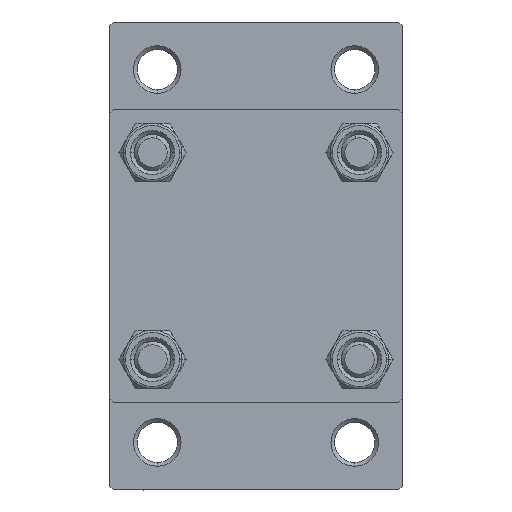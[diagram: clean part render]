
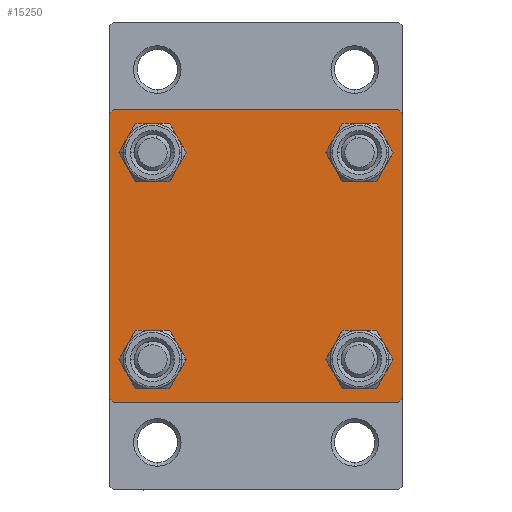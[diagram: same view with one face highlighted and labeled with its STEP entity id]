
A CAD part, left-side view. The second image highlights one B-rep face of the part: STEP entity #15250.
In plain terms, the highlighted planar face has unit normal (-1, 0, 0).
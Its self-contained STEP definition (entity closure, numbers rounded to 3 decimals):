
#95 = CARTESIAN_POINT ( 'NONE',  ( 0., 20., 20. ) ) ;
#498 = CARTESIAN_POINT ( 'NONE',  ( 0., -14.15, -17.15 ) ) ;
#517 = DIRECTION ( 'NONE',  ( 0., -1., 0. ) ) ;
#580 = VERTEX_POINT ( 'NONE', #25064 ) ;
#1757 = DIRECTION ( 'NONE',  ( 1., 0., 0. ) ) ;
#1782 = FACE_BOUND ( 'NONE', #4602, .T. ) ;
#1888 = LINE ( 'NONE', #45230, #28242 ) ;
#2158 = EDGE_CURVE ( 'NONE', #41409, #2265, #15839, .T. ) ;
#2247 = DIRECTION ( 'NONE',  ( -1., 0., 0. ) ) ;
#2265 = VERTEX_POINT ( 'NONE', #20593 ) ;
#2490 = CARTESIAN_POINT ( 'NONE',  ( 0., 0., 0. ) ) ;
#2643 = CARTESIAN_POINT ( 'NONE',  ( 0., -19.75, -19.75 ) ) ;
#2927 = VERTEX_POINT ( 'NONE', #26109 ) ;
#3026 = EDGE_CURVE ( 'NONE', #13205, #32169, #8334, .T. ) ;
#3250 = EDGE_CURVE ( 'NONE', #10178, #19070, #44839, .T. ) ;
#4299 = VERTEX_POINT ( 'NONE', #30070 ) ;
#4602 = EDGE_LOOP ( 'NONE', ( #37160, #25360 ) ) ;
#4826 = VECTOR ( 'NONE', #34235, 1000. ) ;
#4858 = CARTESIAN_POINT ( 'NONE',  ( 0., 14.15, -14.15 ) ) ;
#5532 = DIRECTION ( 'NONE',  ( 0., 0., 1. ) ) ;
#5835 = FACE_BOUND ( 'NONE', #20964, .T. ) ;
#5857 = VECTOR ( 'NONE', #16068, 1000. ) ;
#6238 = CARTESIAN_POINT ( 'NONE',  ( 0., -14.15, 14.15 ) ) ;
#6293 = ORIENTED_EDGE ( 'NONE', *, *, #2158, .F. ) ;
#6555 = DIRECTION ( 'NONE',  ( 0., 0., 1. ) ) ;
#6625 = EDGE_CURVE ( 'NONE', #41409, #17724, #28792, .T. ) ;
#6902 = ORIENTED_EDGE ( 'NONE', *, *, #6625, .T. ) ;
#7155 = ORIENTED_EDGE ( 'NONE', *, *, #15769, .T. ) ;
#7934 = AXIS2_PLACEMENT_3D ( 'NONE', #2490, #2247, #30829 ) ;
#8057 = CARTESIAN_POINT ( 'NONE',  ( 0., 14.15, 14.15 ) ) ;
#8334 = CIRCLE ( 'NONE', #14388, 3. ) ;
#8607 = ORIENTED_EDGE ( 'NONE', *, *, #15448, .T. ) ;
#8681 = EDGE_CURVE ( 'NONE', #4299, #15632, #1888, .T. ) ;
#8714 = ORIENTED_EDGE ( 'NONE', *, *, #17443, .F. ) ;
#9175 = CIRCLE ( 'NONE', #38803, 3. ) ;
#10120 = DIRECTION ( 'NONE',  ( 1., 0., 0. ) ) ;
#10178 = VERTEX_POINT ( 'NONE', #23532 ) ;
#10380 = AXIS2_PLACEMENT_3D ( 'NONE', #6238, #39077, #5532 ) ;
#10701 = DIRECTION ( 'NONE',  ( 0., 0.707, 0.707 ) ) ;
#10844 = CARTESIAN_POINT ( 'NONE',  ( 0., 14.15, -11.15 ) ) ;
#12209 = CARTESIAN_POINT ( 'NONE',  ( 0., -14.15, 17.15 ) ) ;
#12443 = EDGE_CURVE ( 'NONE', #32169, #13205, #45103, .T. ) ;
#12609 = DIRECTION ( 'NONE',  ( 0., 0.707, -0.707 ) ) ;
#13205 = VERTEX_POINT ( 'NONE', #37710 ) ;
#13590 = LINE ( 'NONE', #2643, #20559 ) ;
#13591 = CARTESIAN_POINT ( 'NONE',  ( 0., -14.15, 11.15 ) ) ;
#14388 = AXIS2_PLACEMENT_3D ( 'NONE', #23702, #10120, #6555 ) ;
#14970 = CARTESIAN_POINT ( 'NONE',  ( 0., 19.75, -19.75 ) ) ;
#15250 = ADVANCED_FACE ( 'NONE', ( #1782, #5835, #20585, #24150, #24384 ), #35113, .T. ) ;
#15448 = EDGE_CURVE ( 'NONE', #19070, #10178, #38330, .T. ) ;
#15619 = CARTESIAN_POINT ( 'NONE',  ( 0., -20., 20. ) ) ;
#15632 = VERTEX_POINT ( 'NONE', #34819 ) ;
#15769 = EDGE_CURVE ( 'NONE', #44344, #2927, #39878, .T. ) ;
#15839 = LINE ( 'NONE', #15619, #37222 ) ;
#16068 = DIRECTION ( 'NONE',  ( 0., -0.707, -0.707 ) ) ;
#16277 = DIRECTION ( 'NONE',  ( 0., 0., 1. ) ) ;
#16310 = EDGE_CURVE ( 'NONE', #15632, #25040, #45905, .T. ) ;
#16779 = EDGE_CURVE ( 'NONE', #27158, #580, #40520, .T. ) ;
#16933 = DIRECTION ( 'NONE',  ( 0., -0.707, 0.707 ) ) ;
#17443 = EDGE_CURVE ( 'NONE', #4299, #17724, #25082, .T. ) ;
#17663 = ORIENTED_EDGE ( 'NONE', *, *, #8681, .T. ) ;
#17724 = VERTEX_POINT ( 'NONE', #33090 ) ;
#18433 = DIRECTION ( 'NONE',  ( 1., 0., 0. ) ) ;
#19070 = VERTEX_POINT ( 'NONE', #10844 ) ;
#19311 = ORIENTED_EDGE ( 'NONE', *, *, #3026, .T. ) ;
#19341 = AXIS2_PLACEMENT_3D ( 'NONE', #24802, #21002, #28843 ) ;
#19475 = CARTESIAN_POINT ( 'NONE',  ( 0., 20., 20. ) ) ;
#19669 = CIRCLE ( 'NONE', #39458, 3. ) ;
#20323 = CARTESIAN_POINT ( 'NONE',  ( 0., -14.15, -14.15 ) ) ;
#20559 = VECTOR ( 'NONE', #16933, 1000. ) ;
#20585 = FACE_BOUND ( 'NONE', #22623, .T. ) ;
#20593 = CARTESIAN_POINT ( 'NONE',  ( 0., -20., -19.5 ) ) ;
#20791 = EDGE_CURVE ( 'NONE', #32750, #24580, #36955, .T. ) ;
#20964 = EDGE_LOOP ( 'NONE', ( #19311, #44412 ) ) ;
#21002 = DIRECTION ( 'NONE',  ( 1., 0., 0. ) ) ;
#21995 = CARTESIAN_POINT ( 'NONE',  ( 0., 14.15, -14.15 ) ) ;
#22406 = AXIS2_PLACEMENT_3D ( 'NONE', #21995, #18433, #43675 ) ;
#22567 = DIRECTION ( 'NONE',  ( 1., 0., 0. ) ) ;
#22623 = EDGE_LOOP ( 'NONE', ( #8607, #36666 ) ) ;
#23117 = DIRECTION ( 'NONE',  ( 0., 0., 1. ) ) ;
#23532 = CARTESIAN_POINT ( 'NONE',  ( 0., 14.15, -17.15 ) ) ;
#23702 = CARTESIAN_POINT ( 'NONE',  ( 0., -14.15, -14.15 ) ) ;
#24150 = FACE_BOUND ( 'NONE', #38520, .T. ) ;
#24384 = FACE_OUTER_BOUND ( 'NONE', #43462, .T. ) ;
#24580 = VERTEX_POINT ( 'NONE', #12209 ) ;
#24802 = CARTESIAN_POINT ( 'NONE',  ( 0., 14.15, 14.15 ) ) ;
#25040 = VERTEX_POINT ( 'NONE', #42373 ) ;
#25064 = CARTESIAN_POINT ( 'NONE',  ( 0., -19.5, -20. ) ) ;
#25082 = LINE ( 'NONE', #95, #42986 ) ;
#25300 = EDGE_CURVE ( 'NONE', #25040, #27158, #29493, .T. ) ;
#25360 = ORIENTED_EDGE ( 'NONE', *, *, #20791, .T. ) ;
#26109 = CARTESIAN_POINT ( 'NONE',  ( 0., 14.15, 17.15 ) ) ;
#26691 = CARTESIAN_POINT ( 'NONE',  ( 0., -14.15, 14.15 ) ) ;
#27158 = VERTEX_POINT ( 'NONE', #41383 ) ;
#27745 = VECTOR ( 'NONE', #517, 1000. ) ;
#27751 = ORIENTED_EDGE ( 'NONE', *, *, #16779, .T. ) ;
#28103 = AXIS2_PLACEMENT_3D ( 'NONE', #4858, #37692, #44158 ) ;
#28242 = VECTOR ( 'NONE', #12609, 1000. ) ;
#28537 = ORIENTED_EDGE ( 'NONE', *, *, #34144, .T. ) ;
#28792 = LINE ( 'NONE', #43320, #35797 ) ;
#28843 = DIRECTION ( 'NONE',  ( 0., 0., 1. ) ) ;
#29217 = EDGE_CURVE ( 'NONE', #24580, #32750, #19669, .T. ) ;
#29493 = LINE ( 'NONE', #14970, #5857 ) ;
#30070 = CARTESIAN_POINT ( 'NONE',  ( 0., 19.5, 20. ) ) ;
#30146 = DIRECTION ( 'NONE',  ( 0., 0., -1. ) ) ;
#30407 = CARTESIAN_POINT ( 'NONE',  ( 0., -20., 19.5 ) ) ;
#30829 = DIRECTION ( 'NONE',  ( 0., 0., 1. ) ) ;
#32169 = VERTEX_POINT ( 'NONE', #498 ) ;
#32215 = CARTESIAN_POINT ( 'NONE',  ( 0., 14.15, 11.15 ) ) ;
#32750 = VERTEX_POINT ( 'NONE', #13591 ) ;
#33090 = CARTESIAN_POINT ( 'NONE',  ( 0., -19.5, 20. ) ) ;
#33524 = DIRECTION ( 'NONE',  ( 0., 0., 1. ) ) ;
#33696 = AXIS2_PLACEMENT_3D ( 'NONE', #20323, #1757, #16277 ) ;
#34067 = CARTESIAN_POINT ( 'NONE',  ( 0., 20., -20. ) ) ;
#34144 = EDGE_CURVE ( 'NONE', #2927, #44344, #9175, .T. ) ;
#34235 = DIRECTION ( 'NONE',  ( 0., 0., -1. ) ) ;
#34819 = CARTESIAN_POINT ( 'NONE',  ( 0., 20., 19.5 ) ) ;
#35113 = PLANE ( 'NONE',  #7934 ) ;
#35797 = VECTOR ( 'NONE', #10701, 1000. ) ;
#36666 = ORIENTED_EDGE ( 'NONE', *, *, #3250, .T. ) ;
#36955 = CIRCLE ( 'NONE', #10380, 3. ) ;
#37160 = ORIENTED_EDGE ( 'NONE', *, *, #29217, .T. ) ;
#37222 = VECTOR ( 'NONE', #30146, 1000. ) ;
#37627 = ORIENTED_EDGE ( 'NONE', *, *, #25300, .T. ) ;
#37633 = DIRECTION ( 'NONE',  ( 1., 0., 0. ) ) ;
#37692 = DIRECTION ( 'NONE',  ( 1., 0., 0. ) ) ;
#37710 = CARTESIAN_POINT ( 'NONE',  ( 0., -14.15, -11.15 ) ) ;
#37783 = EDGE_CURVE ( 'NONE', #580, #2265, #13590, .T. ) ;
#38330 = CIRCLE ( 'NONE', #22406, 3. ) ;
#38520 = EDGE_LOOP ( 'NONE', ( #28537, #7155 ) ) ;
#38803 = AXIS2_PLACEMENT_3D ( 'NONE', #8057, #22567, #33524 ) ;
#39077 = DIRECTION ( 'NONE',  ( 1., 0., 0. ) ) ;
#39458 = AXIS2_PLACEMENT_3D ( 'NONE', #26691, #37633, #23117 ) ;
#39878 = CIRCLE ( 'NONE', #19341, 3. ) ;
#40520 = LINE ( 'NONE', #34067, #27745 ) ;
#41383 = CARTESIAN_POINT ( 'NONE',  ( 0., 19.5, -20. ) ) ;
#41409 = VERTEX_POINT ( 'NONE', #30407 ) ;
#42373 = CARTESIAN_POINT ( 'NONE',  ( 0., 20., -19.5 ) ) ;
#42640 = ORIENTED_EDGE ( 'NONE', *, *, #37783, .T. ) ;
#42725 = DIRECTION ( 'NONE',  ( 0., -1., 0. ) ) ;
#42986 = VECTOR ( 'NONE', #42725, 1000. ) ;
#43320 = CARTESIAN_POINT ( 'NONE',  ( 0., -19.75, 19.75 ) ) ;
#43462 = EDGE_LOOP ( 'NONE', ( #44470, #37627, #27751, #42640, #6293, #6902, #8714, #17663 ) ) ;
#43675 = DIRECTION ( 'NONE',  ( 0., 0., 1. ) ) ;
#44158 = DIRECTION ( 'NONE',  ( 0., 0., 1. ) ) ;
#44344 = VERTEX_POINT ( 'NONE', #32215 ) ;
#44412 = ORIENTED_EDGE ( 'NONE', *, *, #12443, .T. ) ;
#44470 = ORIENTED_EDGE ( 'NONE', *, *, #16310, .T. ) ;
#44839 = CIRCLE ( 'NONE', #28103, 3. ) ;
#45103 = CIRCLE ( 'NONE', #33696, 3. ) ;
#45230 = CARTESIAN_POINT ( 'NONE',  ( 0., 19.75, 19.75 ) ) ;
#45905 = LINE ( 'NONE', #19475, #4826 ) ;
